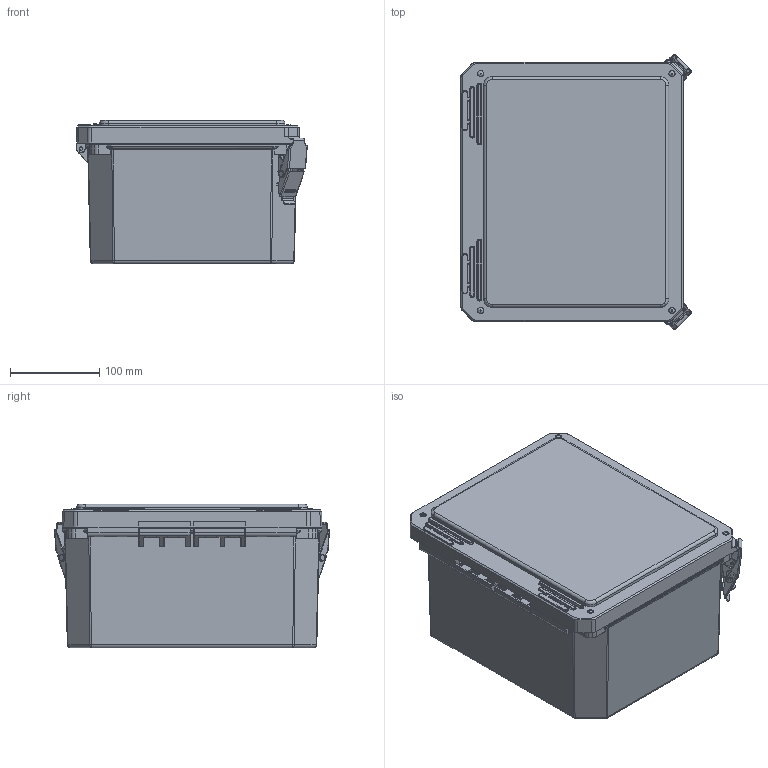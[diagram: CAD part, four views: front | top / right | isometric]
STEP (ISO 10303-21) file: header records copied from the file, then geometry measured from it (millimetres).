
FILE_DESCRIPTION(/* description */ (''),/* implementation_level */ '2;1');
FILE_NAME(/* name */ 'HW-100806CHQR.stp',/* time_stamp */ '2014-03-12T13:00:26-05:00',/* author */ ('pmescher'),/* organization */ (''),/* preprocessor_version */ 'ST-DEVELOPER v15.2',/* originating_system */ 'Autodesk Inventor 2014',/* authorisation */ '');
FILE_SCHEMA (('AUTOMOTIVE_DESIGN { 1 0 10303 214 3 1 1 }'));
Products named in the file (17): DS100806BOX; BRASS INSERT-(; BRASS INSERT-(_1; BRASS INSERT-(_2; AT40005; Part1; Part2; LATCH HINGE; LATCH -1 Assembly; RMHINGAT40006-03; DS100806CVR; GA1008; WP1008HLU; DS COVER  BUSH; BRASS INSERT-(_3; 1008 Vanity Plug; DS100806HPL_STP
Bounding box: 257.72 x 307.64 x 160.28 mm (x, y, z)
Volume: 1168481.8 mm3; surface area: 655188.8 mm2
Topology: 35 solids, 35 shells, 2433 faces, 5994 edges, 3568 vertices
Faces by surface type: cylinder 988, plane 813, bspline 386, torus 138, cone 56, sphere 52
Full cylindrical faces by diameter (mm): 3.429 x20, 3.48 x4, 3.81 x4, 3.861 x8, 3.962 x16, 5.3 x4, 5.563 x2, 5.766 x2, 6.248 x16, 6.401 x4, 6.426 x4, 7.62 x4, 7.938 x2, 9.525 x2, 11.049 x2
Entity records: 80833 total; most frequent: CARTESIAN_POINT 32225, DIRECTION 10343, ORIENTED_EDGE 9940, EDGE_CURVE 4970, AXIS2_PLACEMENT_3D 3981, VERTEX_POINT 3016, LINE 2381, VECTOR 2381
